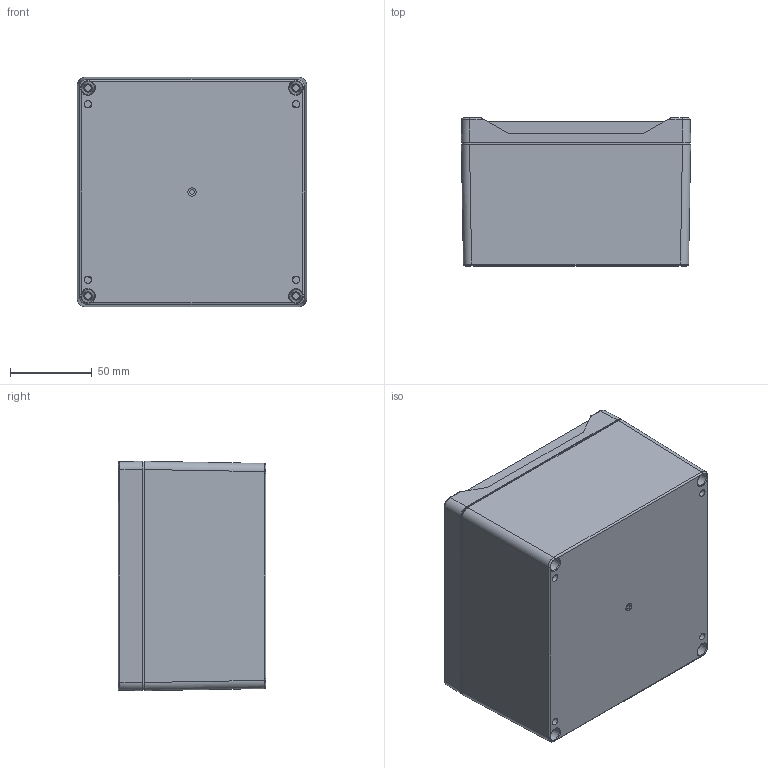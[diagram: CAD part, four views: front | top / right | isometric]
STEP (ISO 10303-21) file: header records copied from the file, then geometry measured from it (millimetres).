
FILE_DESCRIPTION (( 'STEP AP214' ), '1' );
FILE_NAME ('1555QA2GY.STEP', '2020-11-07T20:14:14', ( '' ), ( '' ), 'SwSTEP 2.0', 'SolidWorks 2019', '' );
FILE_SCHEMA (( 'AUTOMOTIVE_DESIGN' ));
Length unit declared in the file: inch
Products named in the file (1): 1555QA2GY
Bounding box: 140 x 90.1 x 140 mm (x, y, z)
Volume: 295972.3 mm3; surface area: 202988.1 mm2
Topology: 15 solids, 15 shells, 1954 faces, 5056 edges, 3272 vertices
Faces by surface type: bspline 726, plane 661, cylinder 381, cone 178, torus 8
Full cylindrical faces by diameter (mm): 2.464 x4, 3.251 x4, 3.43 x4, 3.5 x3, 3.81 x12, 3.88 x4, 3.912 x4, 4.6 x4, 5 x1, 5.334 x4, 5.537 x8, 6.35 x8, 10 x1
Entity records: 78029 total; most frequent: CARTESIAN_POINT 36022, ORIENTED_EDGE 9548, DIRECTION 6602, EDGE_CURVE 4774, VERTEX_POINT 3191, EDGE_LOOP 2337, VECTOR 2288, LINE 2288
